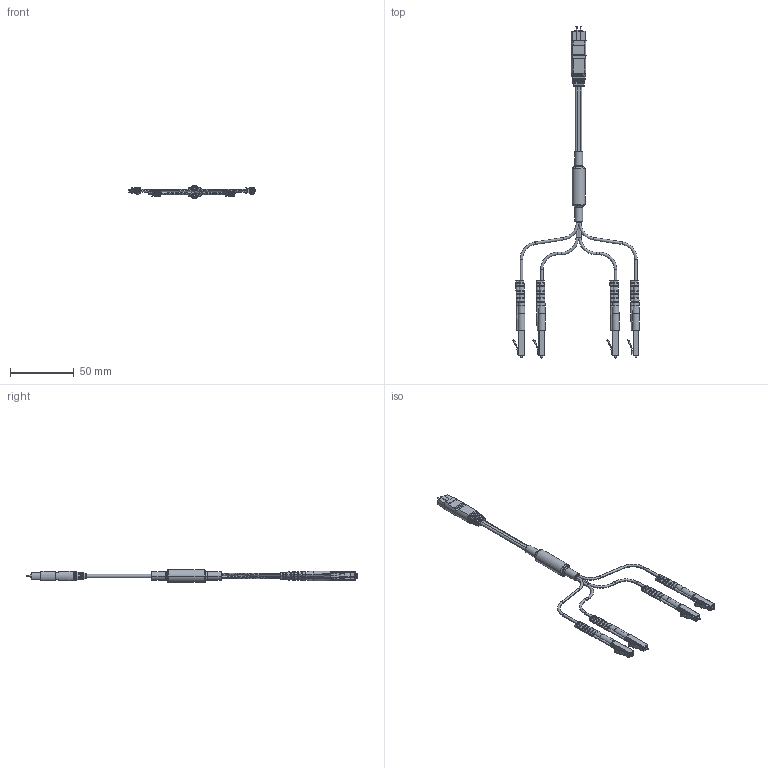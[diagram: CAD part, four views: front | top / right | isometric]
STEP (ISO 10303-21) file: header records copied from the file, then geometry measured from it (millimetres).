
FILE_DESCRIPTION (( 'STEP AP214' ), '1' );
FILE_NAME ('MPM12S-FLC.STEP', '2013-07-25T13:34:58', ( 'L-Com' ), ( 'L-Com Global Connectivity' ), 'SwSTEP 2.0', 'SolidWorks 2012', '' );
FILE_SCHEMA (( 'AUTOMOTIVE_DESIGN' ));
Length unit declared in the file: inch
Products named in the file (10): FLEX LC-CONN; 1AF02-025-MA2; CONN-LC3-240-3-MA1; MTPM06-MA1_Male; MTPM06-ST-MA4_2mm Diameter; MTPM06-ST-MA3_2mm Diameter; 3AB04-002; MTPM06-ST-MA1; MTPM06-ST-MA2_ROUND; MPM12S-FLC
Assembly tree (14 placements, depth 3):
  MPM12S-FLC
    MTPM06-MA1_Male
      MTPM06-ST-MA2_ROUND
      MTPM06-ST-MA1
      3AB04-002
      MTPM06-ST-MA3_2mm Diameter  x2
      MTPM06-ST-MA4_2mm Diameter  x2
    FLEX LC-CONN  x4
      CONN-LC3-240-3-MA1
      1AF02-025-MA2
Bounding box: 99.62 x 260.73 x 10.16 mm (x, y, z)
Volume: 10857.1 mm3; surface area: 14243.6 mm2
Topology: 15 solids, 15 shells, 846 faces, 2426 edges, 1540 vertices
Faces by surface type: plane 504, cone 152, cylinder 138, torus 36, sphere 16
Entity records: 11704 total; most frequent: CARTESIAN_POINT 2275, DIRECTION 1782, ORIENTED_EDGE 1732, EDGE_CURVE 866, AXIS2_PLACEMENT_3D 676, VERTEX_POINT 553, LINE 430, VECTOR 430
